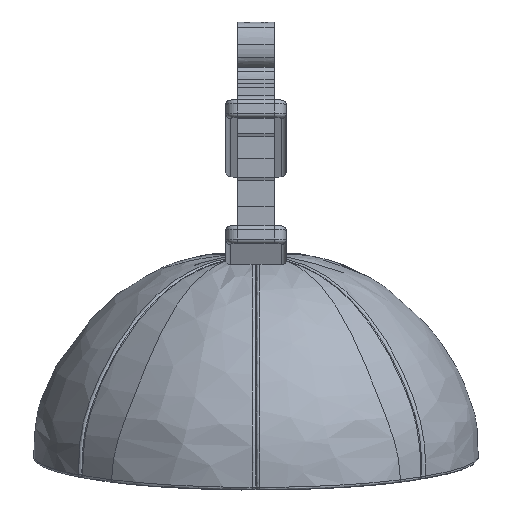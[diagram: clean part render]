
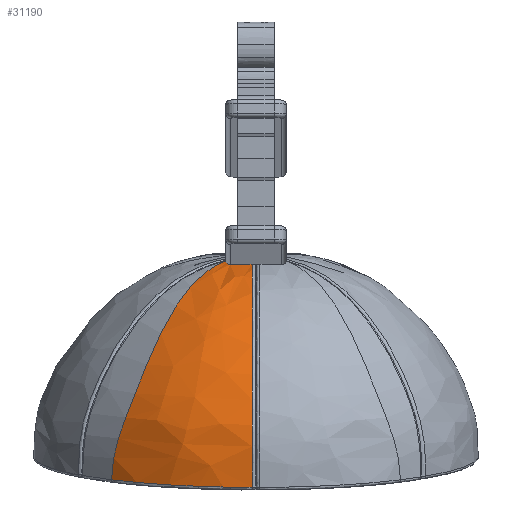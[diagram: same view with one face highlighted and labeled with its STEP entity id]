
A CAD part, front view. The second image highlights one B-rep face of the part: STEP entity #31190.
In plain terms, the highlighted free-form (B-spline) face has degree [3, 3] with [5, 9] control points.
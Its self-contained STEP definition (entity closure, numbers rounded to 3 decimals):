
#8756=CARTESIAN_POINT('',(-2.5,-6.474,14.952));
#8761=CARTESIAN_POINT('',(-11.998,-15.096,
-3.234));
#8762=CARTESIAN_POINT('',(-11.951,-15.468,
-0.664));
#8763=CARTESIAN_POINT('',(-10.214,-17.137,
3.114));
#8764=CARTESIAN_POINT('',(-6.457,-11.987,
13.455));
#8765=CARTESIAN_POINT('',(-2.5,-6.474,14.952));
#8773=CARTESIAN_POINT('',(-11.998,-15.096,
-3.234));
#9085=CARTESIAN_POINT('',(-2.5,-6.474,14.952));
#9086=CARTESIAN_POINT('',(-2.5,-6.503,14.946));
#9087=CARTESIAN_POINT('',(-2.5,-6.561,14.934));
#9088=CARTESIAN_POINT('',(-2.5,-6.619,14.922));
#9089=CARTESIAN_POINT('',(-2.5,-6.648,14.916));
#9094=CARTESIAN_POINT('',(-2.5,-6.648,14.916));
#9095=CARTESIAN_POINT('',(-2.5,-6.719,14.9));
#9096=CARTESIAN_POINT('',(-2.496,-6.855,
14.87));
#9097=CARTESIAN_POINT('',(-2.481,-7.035,
14.83));
#9098=CARTESIAN_POINT('',(-2.458,-7.196,
14.793));
#9099=CARTESIAN_POINT('',(-2.428,-7.34,
14.761));
#9100=CARTESIAN_POINT('',(-2.392,-7.467,
14.732));
#9101=CARTESIAN_POINT('',(-2.349,-7.581,
14.706));
#9102=CARTESIAN_POINT('',(-2.297,-7.681,
14.685));
#9103=CARTESIAN_POINT('',(-2.232,-7.762,
14.669));
#9104=CARTESIAN_POINT('',(-2.18,-7.796,
14.665));
#9105=CARTESIAN_POINT('',(-2.15,-7.804,14.665));
#9110=CARTESIAN_POINT('',(-2.15,-7.804,14.665));
#9111=CARTESIAN_POINT('',(-1.836,-7.886,
14.673));
#9112=CARTESIAN_POINT('',(-1.216,-8.008,
14.683));
#9113=CARTESIAN_POINT('',(-0.616,-8.06,
14.688));
#9114=CARTESIAN_POINT('',(-0.321,-8.072,
14.689));
#9119=CARTESIAN_POINT('',(-0.322,-19.859,
-3.862));
#9120=CARTESIAN_POINT('',(-0.322,-19.934,
-3.294));
#9121=CARTESIAN_POINT('',(-0.322,-20.082,
-2.218));
#9122=CARTESIAN_POINT('',(-0.323,-20.172,
-0.452));
#9123=CARTESIAN_POINT('',(-0.322,-20.024,
1.008));
#9124=CARTESIAN_POINT('',(-0.323,-19.695,
2.429));
#9125=CARTESIAN_POINT('',(-0.321,-19.267,
3.704));
#9126=CARTESIAN_POINT('',(-0.323,-18.696,
5.093));
#9127=CARTESIAN_POINT('',(-0.322,-17.917,
6.636));
#9128=CARTESIAN_POINT('',(-0.323,-16.892,
8.294));
#9129=CARTESIAN_POINT('',(-0.323,-15.506,
10.059));
#9130=CARTESIAN_POINT('',(-0.323,-14.09,
11.454));
#9131=CARTESIAN_POINT('',(-0.322,-12.727,
12.524));
#9132=CARTESIAN_POINT('',(-0.323,-11.432,
13.335));
#9133=CARTESIAN_POINT('',(-0.322,-10.217,
13.941));
#9134=CARTESIAN_POINT('',(-0.321,-9.094,
14.385));
#9135=CARTESIAN_POINT('',(-0.321,-8.399,
14.599));
#9136=CARTESIAN_POINT('',(-0.321,-8.072,
14.689));
#9141=CARTESIAN_POINT('',(-11.998,-15.096,
-3.234));
#9142=CARTESIAN_POINT('',(-11.713,-15.366,
-3.27));
#9143=CARTESIAN_POINT('',(-11.064,-15.945,
-3.346));
#9144=CARTESIAN_POINT('',(-9.802,-16.892,
-3.471));
#9145=CARTESIAN_POINT('',(-8.339,-17.781,
-3.588));
#9146=CARTESIAN_POINT('',(-6.759,-18.536,
-3.688));
#9147=CARTESIAN_POINT('',(-5.184,-19.102,
-3.763));
#9148=CARTESIAN_POINT('',(-3.743,-19.481,
-3.813));
#9149=CARTESIAN_POINT('',(-2.164,-19.757,
-3.849));
#9150=CARTESIAN_POINT('',(-0.957,-19.847,
-3.861));
#9151=CARTESIAN_POINT('',(-0.322,-19.859,
-3.862));
#20761=VERTEX_POINT('',#8773);
#20805=VERTEX_POINT('',#9151);
#21431=VERTEX_POINT('',#8756);
#21434=VERTEX_POINT('',#9089);
#21437=VERTEX_POINT('',#9110);
#21438=VERTEX_POINT('',#9114);
#31135=CARTESIAN_POINT('',(-12.216,-14.854,
-3.449));
#31136=CARTESIAN_POINT('',(-11.268,-15.783,
-3.571));
#31137=CARTESIAN_POINT('',(-9.313,-17.29,
-3.769));
#31138=CARTESIAN_POINT('',(-5.222,-19.282,
-4.032));
#31139=CARTESIAN_POINT('',(0.,-20.195,
-4.152));
#31140=CARTESIAN_POINT('',(5.222,-19.282,
-4.032));
#31141=CARTESIAN_POINT('',(9.314,-17.29,
-3.769));
#31142=CARTESIAN_POINT('',(11.269,-15.783,
-3.571));
#31143=CARTESIAN_POINT('',(12.218,-14.853,
-3.448));
#31144=CARTESIAN_POINT('',(-12.208,-15.219,
-0.74));
#31145=CARTESIAN_POINT('',(-11.292,-16.115,
-0.863));
#31146=CARTESIAN_POINT('',(-9.387,-17.595,
-1.075));
#31147=CARTESIAN_POINT('',(-5.315,-19.605,
-1.375));
#31148=CARTESIAN_POINT('',(0.,-20.559,
-1.523));
#31149=CARTESIAN_POINT('',(5.315,-19.605,
-1.375));
#31150=CARTESIAN_POINT('',(9.388,-17.594,
-1.075));
#31151=CARTESIAN_POINT('',(11.293,-16.114,
-0.863));
#31152=CARTESIAN_POINT('',(12.21,-15.217,
-0.74));
#31153=CARTESIAN_POINT('',(-10.466,-17.046,
3.016));
#31154=CARTESIAN_POINT('',(-9.539,-17.823,
2.917));
#31155=CARTESIAN_POINT('',(-7.71,-19.016,
2.77));
#31156=CARTESIAN_POINT('',(-4.168,-20.464,
2.6));
#31157=CARTESIAN_POINT('',(-0.002,-21.05,
2.536));
#31158=CARTESIAN_POINT('',(4.166,-20.465,
2.6));
#31159=CARTESIAN_POINT('',(7.71,-19.016,
2.77));
#31160=CARTESIAN_POINT('',(9.54,-17.822,
2.917));
#31161=CARTESIAN_POINT('',(10.468,-17.044,
3.016));
#31162=CARTESIAN_POINT('',(-6.524,-11.819,
13.597));
#31163=CARTESIAN_POINT('',(-6.026,-12.283,
13.537));
#31164=CARTESIAN_POINT('',(-5.,-13.051,
13.436));
#31165=CARTESIAN_POINT('',(-2.819,-14.102,
13.299));
#31166=CARTESIAN_POINT('',(0.004,-14.608,
13.234));
#31167=CARTESIAN_POINT('',(2.825,-14.1,
13.3));
#31168=CARTESIAN_POINT('',(5.004,-13.049,
13.436));
#31169=CARTESIAN_POINT('',(6.026,-12.282,
13.537));
#31170=CARTESIAN_POINT('',(6.525,-11.818,
13.597));
#31171=CARTESIAN_POINT('',(-2.397,-6.249,
15.006));
#31172=CARTESIAN_POINT('',(-2.263,-6.415,
14.984));
#31173=CARTESIAN_POINT('',(-1.961,-6.729,
14.943));
#31174=CARTESIAN_POINT('',(-1.199,-7.247,
14.875));
#31175=CARTESIAN_POINT('',(0.001,-7.562,
14.834));
#31176=CARTESIAN_POINT('',(1.2,-7.247,
14.875));
#31177=CARTESIAN_POINT('',(1.962,-6.729,
14.943));
#31178=CARTESIAN_POINT('',(2.263,-6.415,
14.985));
#31179=CARTESIAN_POINT('',(2.397,-6.249,
15.006));
#31180=B_SPLINE_SURFACE_WITH_KNOTS('',3,3,((#31135,#31136,#31137,#31138,#31139,
#31140,#31141,#31142,#31143),(#31144,#31145,#31146,#31147,#31148,#31149,#31150,
#31151,#31152),(#31153,#31154,#31155,#31156,#31157,#31158,#31159,#31160,#31161),
(#31162,#31163,#31164,#31165,#31166,#31167,#31168,#31169,#31170),(#31171,#31172,
#31173,#31174,#31175,#31176,#31177,#31178,#31179)),.UNSPECIFIED.,.F.,.F.,.F.,(4,
1,4),(4,1,1,1,1,1,4),(0.,0.435,0.964),(
0.747,0.781,0.812,0.875,
0.937,0.969,1.003),.UNSPECIFIED.);
#31181=ORIENTED_EDGE('',*,*,#25028,.T.);
#31182=ORIENTED_EDGE('',*,*,#25062,.T.);
#31183=ORIENTED_EDGE('',*,*,#25104,.T.);
#31185=ORIENTED_EDGE('',*,*,#31184,.F.);
#31186=ORIENTED_EDGE('',*,*,#31125,.F.);
#31187=ORIENTED_EDGE('',*,*,#30141,.T.);
#31188=EDGE_LOOP('',(#31181,#31182,#31183,#31185,#31186,#31187));
#31189=FACE_OUTER_BOUND('',#31188,.F.);
#8766=B_SPLINE_CURVE_WITH_KNOTS('',3,(#8761,#8762,#8763,#8764,#8765),
.UNSPECIFIED.,.F.,.F.,(4,1,4),(0.,0.446,1.),.UNSPECIFIED.);
#9090=B_SPLINE_CURVE_WITH_KNOTS('',3,(#9085,#9086,#9087,#9088,#9089),
.UNSPECIFIED.,.F.,.F.,(4,1,4),(0.,0.5,1.),.UNSPECIFIED.);
#9106=B_SPLINE_CURVE_WITH_KNOTS('',3,(#9094,#9095,#9096,#9097,#9098,#9099,#9100,
#9101,#9102,#9103,#9104,#9105),.UNSPECIFIED.,.F.,.F.,(4,1,1,1,1,1,1,1,1,4),
(0.,0.111,0.222,0.333,0.444,
0.556,0.667,0.778,0.889,1.),
.UNSPECIFIED.);
#9115=B_SPLINE_CURVE_WITH_KNOTS('',3,(#9110,#9111,#9112,#9113,#9114),
.UNSPECIFIED.,.F.,.F.,(4,1,4),(0.,0.5,1.),.UNSPECIFIED.);
#9137=B_SPLINE_CURVE_WITH_KNOTS('',3,(#9119,#9120,#9121,#9122,#9123,#9124,#9125,
#9126,#9127,#9128,#9129,#9130,#9131,#9132,#9133,#9134,#9135,#9136),
.UNSPECIFIED.,.F.,.F.,(4,1,1,1,1,1,1,1,1,1,1,1,1,1,1,4),(0.,0.067,
0.133,0.2,0.267,0.333,0.4,
0.467,0.533,0.6,0.667,0.733,
0.8,0.867,0.933,1.),.UNSPECIFIED.);
#9152=B_SPLINE_CURVE_WITH_KNOTS('',3,(#9141,#9142,#9143,#9144,#9145,#9146,#9147,
#9148,#9149,#9150,#9151),.UNSPECIFIED.,.F.,.F.,(4,1,1,1,1,1,1,1,4),(0.,
0.125,0.25,0.375,0.5,0.625,0.75,0.875,1.),.UNSPECIFIED.);
#25028=EDGE_CURVE('',#21431,#21434,#9090,.T.);
#25062=EDGE_CURVE('',#21434,#21437,#9106,.T.);
#25104=EDGE_CURVE('',#21437,#21438,#9115,.T.);
#30141=EDGE_CURVE('',#20761,#21431,#8766,.T.);
#31125=EDGE_CURVE('',#20761,#20805,#9152,.T.);
#31184=EDGE_CURVE('',#20805,#21438,#9137,.T.);
#31190=ADVANCED_FACE('',(#31189),#31180,.F.);
